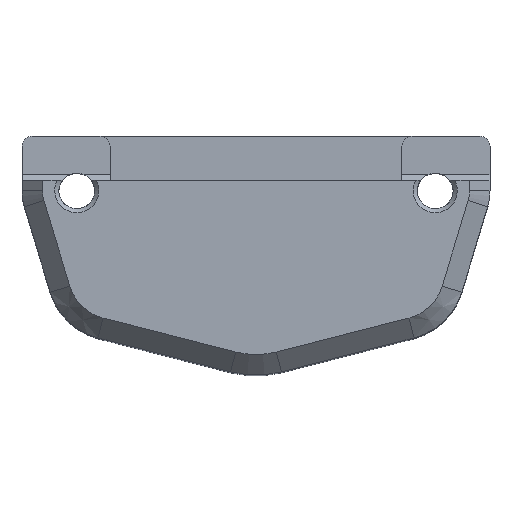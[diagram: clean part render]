
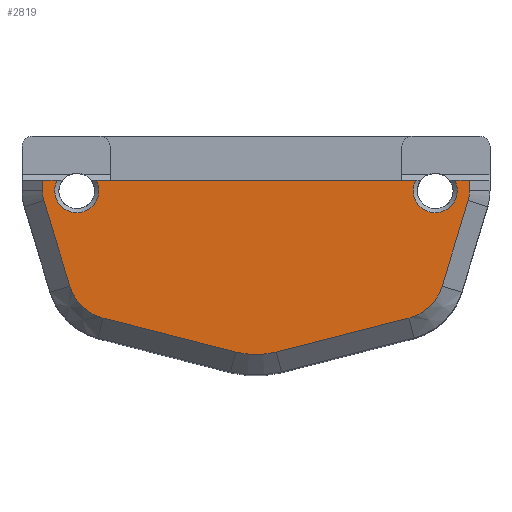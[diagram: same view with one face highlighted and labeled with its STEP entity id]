
A CAD part, top view. The second image highlights one B-rep face of the part: STEP entity #2819.
In plain terms, the highlighted planar face has unit normal (0, 0, 1).
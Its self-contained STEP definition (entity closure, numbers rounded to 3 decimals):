
#169=PLANE('',#3104);
#294=FACE_OUTER_BOUND('',#480,.T.);
#480=EDGE_LOOP('',(#2269,#2270,#2271,#2272,#2273,#2274,#2275,#2276,#2277,
#2278,#2279,#2280,#2281,#2282,#2283,#2284));
#696=LINE('',#4990,#934);
#697=LINE('',#4994,#935);
#698=LINE('',#4996,#936);
#699=LINE('',#4999,#937);
#700=LINE('',#5001,#938);
#701=LINE('',#5005,#939);
#702=LINE('',#5009,#940);
#703=LINE('',#5013,#941);
#704=LINE('',#5014,#942);
#934=VECTOR('',#3715,10.);
#935=VECTOR('',#3718,10.);
#936=VECTOR('',#3719,1.);
#937=VECTOR('',#3722,8.729);
#938=VECTOR('',#3723,13.368);
#939=VECTOR('',#3726,13.368);
#940=VECTOR('',#3729,8.729);
#941=VECTOR('',#3732,1.);
#942=VECTOR('',#3733,10.);
#1147=CIRCLE('',#3103,4.575);
#1148=CIRCLE('',#3105,2.15);
#1149=CIRCLE('',#3106,2.15);
#1150=CIRCLE('',#3107,3.35);
#1151=CIRCLE('',#3108,8.);
#1152=CIRCLE('',#3109,4.575);
#1153=CIRCLE('',#3110,3.35);
#1373=VERTEX_POINT('',#4980);
#1374=VERTEX_POINT('',#4981);
#1375=VERTEX_POINT('',#4986);
#1376=VERTEX_POINT('',#4987);
#1377=VERTEX_POINT('',#4989);
#1378=VERTEX_POINT('',#4991);
#1379=VERTEX_POINT('',#4993);
#1380=VERTEX_POINT('',#4995);
#1381=VERTEX_POINT('',#4997);
#1382=VERTEX_POINT('',#5000);
#1383=VERTEX_POINT('',#5002);
#1384=VERTEX_POINT('',#5004);
#1385=VERTEX_POINT('',#5006);
#1386=VERTEX_POINT('',#5008);
#1387=VERTEX_POINT('',#5010);
#1388=VERTEX_POINT('',#5012);
#1705=EDGE_CURVE('',#1373,#1374,#1147,.T.);
#1708=EDGE_CURVE('',#1375,#1376,#1148,.T.);
#1709=EDGE_CURVE('',#1376,#1377,#696,.T.);
#1710=EDGE_CURVE('',#1377,#1378,#1149,.T.);
#1711=EDGE_CURVE('',#1378,#1379,#697,.T.);
#1712=EDGE_CURVE('',#1379,#1380,#698,.T.);
#1713=EDGE_CURVE('',#1380,#1381,#1150,.T.);
#1714=EDGE_CURVE('',#1381,#1373,#699,.T.);
#1715=EDGE_CURVE('',#1374,#1382,#700,.T.);
#1716=EDGE_CURVE('',#1382,#1383,#1151,.T.);
#1717=EDGE_CURVE('',#1383,#1384,#701,.T.);
#1718=EDGE_CURVE('',#1384,#1385,#1152,.T.);
#1719=EDGE_CURVE('',#1385,#1386,#702,.T.);
#1720=EDGE_CURVE('',#1386,#1387,#1153,.T.);
#1721=EDGE_CURVE('',#1387,#1388,#703,.T.);
#1722=EDGE_CURVE('',#1388,#1375,#704,.T.);
#2269=ORIENTED_EDGE('',*,*,#1708,.T.);
#2270=ORIENTED_EDGE('',*,*,#1709,.T.);
#2271=ORIENTED_EDGE('',*,*,#1710,.T.);
#2272=ORIENTED_EDGE('',*,*,#1711,.T.);
#2273=ORIENTED_EDGE('',*,*,#1712,.T.);
#2274=ORIENTED_EDGE('',*,*,#1713,.T.);
#2275=ORIENTED_EDGE('',*,*,#1714,.T.);
#2276=ORIENTED_EDGE('',*,*,#1705,.T.);
#2277=ORIENTED_EDGE('',*,*,#1715,.T.);
#2278=ORIENTED_EDGE('',*,*,#1716,.T.);
#2279=ORIENTED_EDGE('',*,*,#1717,.T.);
#2280=ORIENTED_EDGE('',*,*,#1718,.T.);
#2281=ORIENTED_EDGE('',*,*,#1719,.T.);
#2282=ORIENTED_EDGE('',*,*,#1720,.T.);
#2283=ORIENTED_EDGE('',*,*,#1721,.T.);
#2284=ORIENTED_EDGE('',*,*,#1722,.T.);
#2819=ADVANCED_FACE('',(#294),#169,.T.);
#3103=AXIS2_PLACEMENT_3D('',#4982,#3707,#3708);
#3104=AXIS2_PLACEMENT_3D('',#4985,#3711,#3712);
#3105=AXIS2_PLACEMENT_3D('',#4988,#3713,#3714);
#3106=AXIS2_PLACEMENT_3D('',#4992,#3716,#3717);
#3107=AXIS2_PLACEMENT_3D('',#4998,#3720,#3721);
#3108=AXIS2_PLACEMENT_3D('',#5003,#3724,#3725);
#3109=AXIS2_PLACEMENT_3D('',#5007,#3727,#3728);
#3110=AXIS2_PLACEMENT_3D('',#5011,#3730,#3731);
#3707=DIRECTION('center_axis',(0.,0.,1.));
#3708=DIRECTION('ref_axis',(-0.957,-0.29,0.));
#3711=DIRECTION('center_axis',(0.,0.,1.));
#3712=DIRECTION('ref_axis',(-1.,0.,0.));
#3713=DIRECTION('center_axis',(0.,0.,-1.));
#3714=DIRECTION('ref_axis',(0.885,0.465,0.));
#3715=DIRECTION('',(-1.,0.,0.));
#3716=DIRECTION('center_axis',(0.,0.,-1.));
#3717=DIRECTION('ref_axis',(0.885,0.465,0.));
#3718=DIRECTION('',(-1.,0.,0.));
#3719=DIRECTION('',(0.,-1.,0.));
#3720=DIRECTION('center_axis',(0.,0.,1.));
#3721=DIRECTION('ref_axis',(-1.,0.,0.));
#3722=DIRECTION('',(0.29,-0.957,0.));
#3723=DIRECTION('',(0.969,-0.248,0.));
#3724=DIRECTION('center_axis',(0.,0.,1.));
#3725=DIRECTION('ref_axis',(-0.248,-0.969,0.));
#3726=DIRECTION('',(0.969,0.248,0.));
#3727=DIRECTION('center_axis',(0.,0.,1.));
#3728=DIRECTION('ref_axis',(0.248,-0.969,0.));
#3729=DIRECTION('',(0.29,0.957,0.));
#3730=DIRECTION('center_axis',(0.,0.,1.));
#3731=DIRECTION('ref_axis',(0.957,-0.29,0.));
#3732=DIRECTION('',(0.,1.,0.));
#3733=DIRECTION('',(-1.,0.,0.));
#4980=CARTESIAN_POINT('',(-18.179,-10.325,39.4));
#4981=CARTESIAN_POINT('',(-14.935,-13.432,39.4));
#4982=CARTESIAN_POINT('Origin',(-13.8,-9.,39.4));
#4985=CARTESIAN_POINT('Origin',(0.,0.,39.4));
#4986=CARTESIAN_POINT('',(19.403,0.,39.4));
#4987=CARTESIAN_POINT('',(15.597,0.,39.4));
#4988=CARTESIAN_POINT('Origin',(17.5,-1.,39.4));
#4989=CARTESIAN_POINT('',(-15.597,0.,39.4));
#4990=CARTESIAN_POINT('',(-11.425,0.,39.4));
#4991=CARTESIAN_POINT('',(-19.403,0.,39.4));
#4992=CARTESIAN_POINT('Origin',(-17.5,-1.,39.4));
#4993=CARTESIAN_POINT('',(-20.85,0.,39.4));
#4994=CARTESIAN_POINT('',(-11.425,0.,39.4));
#4995=CARTESIAN_POINT('',(-20.85,-1.,39.4));
#4996=CARTESIAN_POINT('',(-20.85,0.,39.4));
#4997=CARTESIAN_POINT('',(-20.706,-1.97,39.4));
#4998=CARTESIAN_POINT('Origin',(-17.5,-1.,39.4));
#4999=CARTESIAN_POINT('',(-20.706,-1.97,39.4));
#5000=CARTESIAN_POINT('',(-1.986,-16.75,39.4));
#5001=CARTESIAN_POINT('',(-14.935,-13.432,39.4));
#5002=CARTESIAN_POINT('',(1.986,-16.75,39.4));
#5003=CARTESIAN_POINT('Origin',(0.,-9.,39.4));
#5004=CARTESIAN_POINT('',(14.935,-13.432,39.4));
#5005=CARTESIAN_POINT('',(1.986,-16.75,39.4));
#5006=CARTESIAN_POINT('',(18.179,-10.325,39.4));
#5007=CARTESIAN_POINT('Origin',(13.8,-9.,39.4));
#5008=CARTESIAN_POINT('',(20.706,-1.97,39.4));
#5009=CARTESIAN_POINT('',(18.179,-10.325,39.4));
#5010=CARTESIAN_POINT('',(20.85,-1.,39.4));
#5011=CARTESIAN_POINT('Origin',(17.5,-1.,39.4));
#5012=CARTESIAN_POINT('',(20.85,0.,39.4));
#5013=CARTESIAN_POINT('',(20.85,-1.,39.4));
#5014=CARTESIAN_POINT('',(-11.425,0.,39.4));
